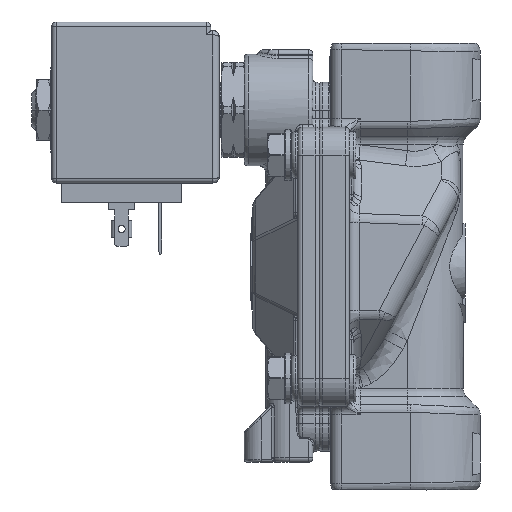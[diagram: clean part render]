
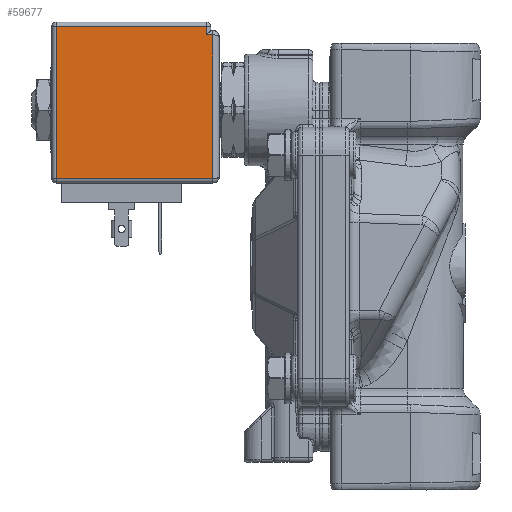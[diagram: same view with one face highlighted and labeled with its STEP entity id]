
A CAD part, left-side view. The second image highlights one B-rep face of the part: STEP entity #59677.
In plain terms, the highlighted face is planar.
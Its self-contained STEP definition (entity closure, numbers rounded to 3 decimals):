
#57091=DIRECTION('',(1.,0.,0.));
#57092=VECTOR('',#57091,33.5);
#57093=CARTESIAN_POINT('',(-16.,-3.5,
15.));
#57094=LINE('',#57093,#57092);
#57098=DIRECTION('',(0.,1.,0.));
#57099=VECTOR('',#57098,36.5);
#57100=CARTESIAN_POINT('',(-16.,-3.5,
15.));
#57101=LINE('',#57100,#57099);
#57105=DIRECTION('',(-1.,0.,0.));
#57106=VECTOR('',#57105,35.5);
#57107=CARTESIAN_POINT('',(19.5,33.,15.));
#57108=LINE('',#57107,#57106);
#57112=DIRECTION('',(0.,1.,0.));
#57113=VECTOR('',#57112,35.);
#57114=CARTESIAN_POINT('',(19.5,-2.,15.));
#57115=LINE('',#57114,#57113);
#57119=DIRECTION('',(1.,0.,0.));
#57120=VECTOR('',#57119,2.);
#57121=CARTESIAN_POINT('',(17.5,-2.,15.));
#57122=LINE('',#57121,#57120);
#57126=DIRECTION('',(0.,1.,0.));
#57127=VECTOR('',#57126,1.5);
#57128=CARTESIAN_POINT('',(17.5,-3.5,
15.));
#57129=LINE('',#57128,#57127);
#57207=CARTESIAN_POINT('',(17.5,-2.,15.));
#58966=CARTESIAN_POINT('',(-16.,-3.5,
15.));
#58967=CARTESIAN_POINT('',(17.5,-3.5,
15.));
#58968=VERTEX_POINT('',#58966);
#58969=VERTEX_POINT('',#58967);
#58984=CARTESIAN_POINT('',(-16.,33.,15.));
#58985=VERTEX_POINT('',#58984);
#58994=CARTESIAN_POINT('',(19.5,33.,15.));
#58995=VERTEX_POINT('',#58994);
#59008=CARTESIAN_POINT('',(19.5,-2.,15.));
#59009=VERTEX_POINT('',#59008);
#59011=VERTEX_POINT('',#57207);
#59659=CARTESIAN_POINT('',(0.,34.,15.));
#59660=DIRECTION('',(0.,0.,1.));
#59661=DIRECTION('',(1.,0.,0.));
#59662=AXIS2_PLACEMENT_3D('',#59659,#59660,#59661);
#59663=PLANE('',#59662);
#59665=ORIENTED_EDGE('',*,*,#59664,.F.);
#59666=ORIENTED_EDGE('',*,*,#59647,.T.);
#59668=ORIENTED_EDGE('',*,*,#59667,.F.);
#59670=ORIENTED_EDGE('',*,*,#59669,.F.);
#59672=ORIENTED_EDGE('',*,*,#59671,.F.);
#59674=ORIENTED_EDGE('',*,*,#59673,.F.);
#59675=EDGE_LOOP('',(#59665,#59666,#59668,#59670,#59672,#59674));
#59676=FACE_OUTER_BOUND('',#59675,.F.);
#59677=ADVANCED_FACE('',(#59676),#59663,.T.);
#59647=EDGE_CURVE('',#58968,#58985,#57101,.T.);
#59664=EDGE_CURVE('',#58968,#58969,#57094,.T.);
#59667=EDGE_CURVE('',#58995,#58985,#57108,.T.);
#59669=EDGE_CURVE('',#59009,#58995,#57115,.T.);
#59671=EDGE_CURVE('',#59011,#59009,#57122,.T.);
#59673=EDGE_CURVE('',#58969,#59011,#57129,.T.);
